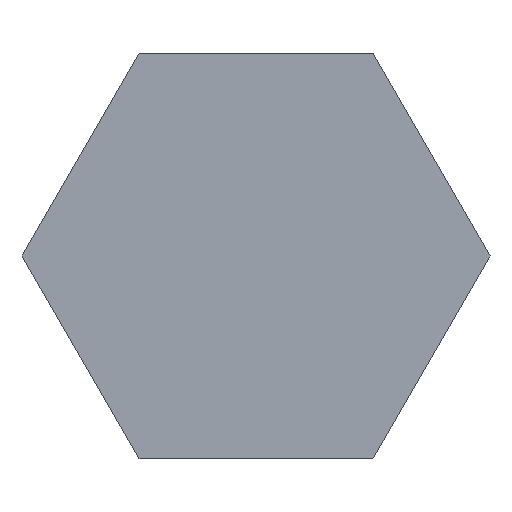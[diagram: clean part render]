
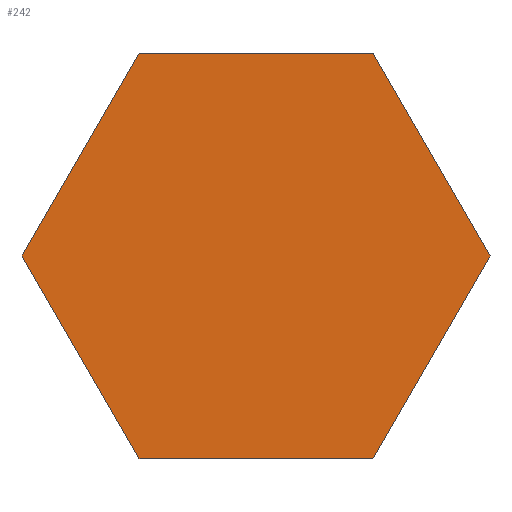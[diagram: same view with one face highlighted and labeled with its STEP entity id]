
A CAD part, front view. The second image highlights one B-rep face of the part: STEP entity #242.
In plain terms, the highlighted planar face has unit normal (0, -1, 0).
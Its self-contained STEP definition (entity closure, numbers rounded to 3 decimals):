
#3 = LINE ( 'NONE', #378, #282 ) ;
#27 = EDGE_CURVE ( 'NONE', #202, #591, #44, .T. ) ;
#28 = VECTOR ( 'NONE', #608, 1000. ) ;
#30 = LINE ( 'NONE', #379, #447 ) ;
#44 = LINE ( 'NONE', #570, #191 ) ;
#56 = CARTESIAN_POINT ( 'NONE',  ( 7.318, 0., 0. ) ) ;
#64 = CARTESIAN_POINT ( 'NONE',  ( -3.659, 0., 6.337 ) ) ;
#94 = EDGE_LOOP ( 'NONE', ( #469, #347, #233, #604, #409, #419 ) ) ;
#109 = CARTESIAN_POINT ( 'NONE',  ( -7.318, 0., 0. ) ) ;
#118 = LINE ( 'NONE', #56, #628 ) ;
#129 = DIRECTION ( 'NONE',  ( 1., 0., 0. ) ) ;
#144 = EDGE_CURVE ( 'NONE', #560, #153, #30, .T. ) ;
#153 = VERTEX_POINT ( 'NONE', #288 ) ;
#154 = CARTESIAN_POINT ( 'NONE',  ( 7.318, 0., 0. ) ) ;
#157 = DIRECTION ( 'NONE',  ( -0.5, 0., -0.866 ) ) ;
#158 = EDGE_CURVE ( 'NONE', #591, #201, #3, .T. ) ;
#162 = DIRECTION ( 'NONE',  ( 0.5, 0., -0.866 ) ) ;
#170 = CARTESIAN_POINT ( 'NONE',  ( 3.659, 0., 6.337 ) ) ;
#191 = VECTOR ( 'NONE', #129, 1000. ) ;
#201 = VERTEX_POINT ( 'NONE', #348 ) ;
#202 = VERTEX_POINT ( 'NONE', #64 ) ;
#226 = CARTESIAN_POINT ( 'NONE',  ( -3.659, 0., -6.337 ) ) ;
#233 = ORIENTED_EDGE ( 'NONE', *, *, #565, .F. ) ;
#238 = VERTEX_POINT ( 'NONE', #109 ) ;
#242 = ADVANCED_FACE ( 'NONE', ( #519 ), #343, .F. ) ;
#251 = DIRECTION ( 'NONE',  ( 0., 0., 1. ) ) ;
#258 = VECTOR ( 'NONE', #366, 1000. ) ;
#266 = CARTESIAN_POINT ( 'NONE',  ( -7.318, 0., 0. ) ) ;
#282 = VECTOR ( 'NONE', #162, 1000. ) ;
#284 = EDGE_CURVE ( 'NONE', #201, #560, #118, .T. ) ;
#288 = CARTESIAN_POINT ( 'NONE',  ( -3.659, 0., -6.337 ) ) ;
#319 = CARTESIAN_POINT ( 'NONE',  ( 3.659, 0., -6.337 ) ) ;
#337 = DIRECTION ( 'NONE',  ( -1., 0., 0. ) ) ;
#343 = PLANE ( 'NONE',  #523 ) ;
#347 = ORIENTED_EDGE ( 'NONE', *, *, #27, .F. ) ;
#348 = CARTESIAN_POINT ( 'NONE',  ( 7.318, 0., 0. ) ) ;
#366 = DIRECTION ( 'NONE',  ( 0.5, 0., 0.866 ) ) ;
#378 = CARTESIAN_POINT ( 'NONE',  ( 3.659, 0., 6.337 ) ) ;
#379 = CARTESIAN_POINT ( 'NONE',  ( 3.659, 0., -6.337 ) ) ;
#409 = ORIENTED_EDGE ( 'NONE', *, *, #144, .F. ) ;
#419 = ORIENTED_EDGE ( 'NONE', *, *, #284, .F. ) ;
#447 = VECTOR ( 'NONE', #337, 1000. ) ;
#469 = ORIENTED_EDGE ( 'NONE', *, *, #158, .F. ) ;
#477 = LINE ( 'NONE', #226, #28 ) ;
#492 = DIRECTION ( 'NONE',  ( 0., 1., 0. ) ) ;
#519 = FACE_OUTER_BOUND ( 'NONE', #94, .T. ) ;
#523 = AXIS2_PLACEMENT_3D ( 'NONE', #154, #492, #251 ) ;
#527 = LINE ( 'NONE', #266, #258 ) ;
#560 = VERTEX_POINT ( 'NONE', #319 ) ;
#565 = EDGE_CURVE ( 'NONE', #238, #202, #527, .T. ) ;
#570 = CARTESIAN_POINT ( 'NONE',  ( -3.659, 0., 6.337 ) ) ;
#577 = EDGE_CURVE ( 'NONE', #153, #238, #477, .T. ) ;
#591 = VERTEX_POINT ( 'NONE', #170 ) ;
#604 = ORIENTED_EDGE ( 'NONE', *, *, #577, .F. ) ;
#608 = DIRECTION ( 'NONE',  ( -0.5, 0., 0.866 ) ) ;
#628 = VECTOR ( 'NONE', #157, 1000. ) ;
